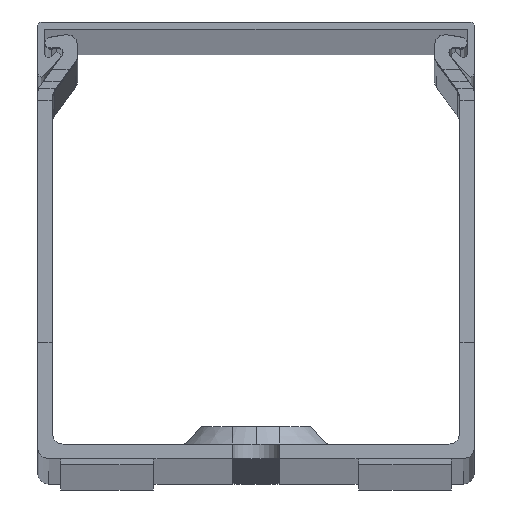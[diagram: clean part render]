
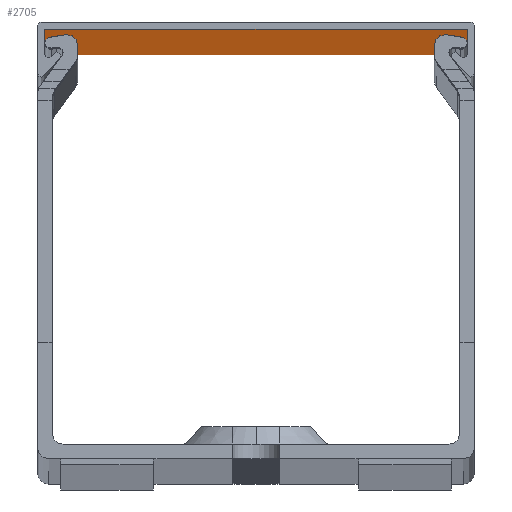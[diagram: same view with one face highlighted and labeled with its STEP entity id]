
A CAD part, top view. The second image highlights one B-rep face of the part: STEP entity #2705.
In plain terms, the highlighted planar face has unit normal (0, -1, 0).
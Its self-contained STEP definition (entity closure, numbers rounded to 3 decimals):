
#205 = DIRECTION ( 'NONE',  ( -1., 0., 0. ) ) ;
#1808 = ORIENTED_EDGE ( 'NONE', *, *, #23608, .T. ) ;
#1900 = LINE ( 'NONE', #15042, #28127 ) ;
#2705 = ADVANCED_FACE ( 'NONE', ( #12223 ), #4287, .F. ) ;
#3129 = DIRECTION ( 'NONE',  ( 0., 0., -1. ) ) ;
#3290 = DIRECTION ( 'NONE',  ( 0., 1., 0. ) ) ;
#4170 = EDGE_LOOP ( 'NONE', ( #7045, #1808, #25118, #32026 ) ) ;
#4287 = PLANE ( 'NONE',  #23320 ) ;
#6516 = LINE ( 'NONE', #30421, #18931 ) ;
#7045 = ORIENTED_EDGE ( 'NONE', *, *, #28601, .F. ) ;
#7820 = CARTESIAN_POINT ( 'NONE',  ( 29., 59., 1000. ) ) ;
#9338 = LINE ( 'NONE', #13705, #18399 ) ;
#10300 = VERTEX_POINT ( 'NONE', #12009 ) ;
#10782 = CARTESIAN_POINT ( 'NONE',  ( -29., 59., 1000. ) ) ;
#10785 = EDGE_CURVE ( 'NONE', #17990, #10300, #6516, .T. ) ;
#12009 = CARTESIAN_POINT ( 'NONE',  ( -29., 59., -1000. ) ) ;
#12223 = FACE_OUTER_BOUND ( 'NONE', #4170, .T. ) ;
#12448 = DIRECTION ( 'NONE',  ( 1., 0., 0. ) ) ;
#13683 = LINE ( 'NONE', #18541, #30305 ) ;
#13705 = CARTESIAN_POINT ( 'NONE',  ( -29., 59., 1000. ) ) ;
#14846 = CARTESIAN_POINT ( 'NONE',  ( -29., 59., 1060.585 ) ) ;
#15042 = CARTESIAN_POINT ( 'NONE',  ( -29., 59., -1000. ) ) ;
#17990 = VERTEX_POINT ( 'NONE', #10782 ) ;
#18399 = VECTOR ( 'NONE', #205, 1000. ) ;
#18541 = CARTESIAN_POINT ( 'NONE',  ( 29., 59., 1060.585 ) ) ;
#18931 = VECTOR ( 'NONE', #33034, 1000. ) ;
#20381 = VERTEX_POINT ( 'NONE', #23818 ) ;
#23320 = AXIS2_PLACEMENT_3D ( 'NONE', #14846, #3290, #24253 ) ;
#23608 = EDGE_CURVE ( 'NONE', #25459, #17990, #9338, .T. ) ;
#23818 = CARTESIAN_POINT ( 'NONE',  ( 29., 59., -1000. ) ) ;
#24253 = DIRECTION ( 'NONE',  ( -1., 0., 0. ) ) ;
#25118 = ORIENTED_EDGE ( 'NONE', *, *, #10785, .T. ) ;
#25459 = VERTEX_POINT ( 'NONE', #7820 ) ;
#28127 = VECTOR ( 'NONE', #12448, 1000. ) ;
#28601 = EDGE_CURVE ( 'NONE', #25459, #20381, #13683, .T. ) ;
#28853 = EDGE_CURVE ( 'NONE', #10300, #20381, #1900, .T. ) ;
#30305 = VECTOR ( 'NONE', #3129, 1000. ) ;
#30421 = CARTESIAN_POINT ( 'NONE',  ( -29., 59., 1060.585 ) ) ;
#32026 = ORIENTED_EDGE ( 'NONE', *, *, #28853, .T. ) ;
#33034 = DIRECTION ( 'NONE',  ( 0., 0., -1. ) ) ;
